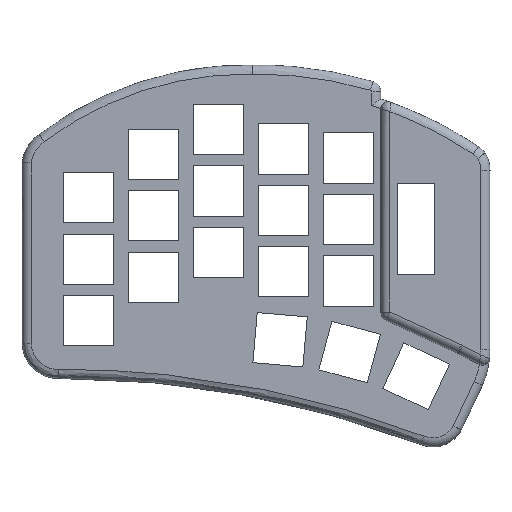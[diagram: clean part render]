
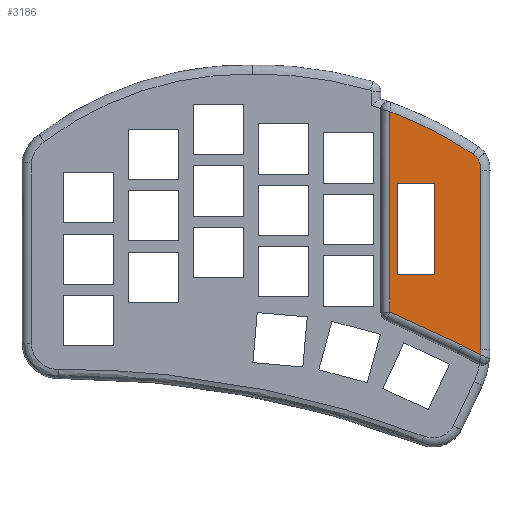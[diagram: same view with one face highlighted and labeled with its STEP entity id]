
A CAD part, top view. The second image highlights one B-rep face of the part: STEP entity #3186.
In plain terms, the highlighted planar face has unit normal (0, 0, 1).
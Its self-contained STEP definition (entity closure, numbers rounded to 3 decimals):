
#16=FACE_BOUND('',#465,.T.);
#81=B_SPLINE_CURVE_WITH_KNOTS('',3,(#4785,#4786,#4787,#4788),
 .UNSPECIFIED.,.F.,.F.,(4,4),(-0.041,0.),.UNSPECIFIED.);
#152=PLANE('',#3407);
#291=FACE_OUTER_BOUND('',#464,.T.);
#464=EDGE_LOOP('',(#2325,#2326,#2327,#2328,#2329,#2330,#2331,#2332,#2333,
#2334));
#465=EDGE_LOOP('',(#2335,#2336,#2337,#2338));
#652=LINE('',#4643,#1003);
#654=LINE('',#4667,#1005);
#656=LINE('',#4763,#1007);
#659=LINE('',#4798,#1010);
#686=LINE('',#4907,#1037);
#687=LINE('',#4909,#1038);
#688=LINE('',#4911,#1039);
#689=LINE('',#4912,#1040);
#1003=VECTOR('',#3632,10.);
#1005=VECTOR('',#3652,10.);
#1007=VECTOR('',#3664,10.);
#1010=VECTOR('',#3671,10.);
#1037=VECTOR('',#3738,10.);
#1038=VECTOR('',#3739,10.);
#1039=VECTOR('',#3740,10.);
#1040=VECTOR('',#3741,10.);
#1362=CIRCLE('',#3364,6.164);
#1366=CIRCLE('',#3369,21.77);
#1368=CIRCLE('',#3373,6.627);
#1371=CIRCLE('',#3377,105.545);
#1376=CIRCLE('',#3383,0.109);
#1427=VERTEX_POINT('',#4451);
#1430=VERTEX_POINT('',#4543);
#1433=VERTEX_POINT('',#4570);
#1434=VERTEX_POINT('',#4617);
#1437=VERTEX_POINT('',#4636);
#1439=VERTEX_POINT('',#4641);
#1444=VERTEX_POINT('',#4666);
#1448=VERTEX_POINT('',#4737);
#1449=VERTEX_POINT('',#4739);
#1451=VERTEX_POINT('',#4761);
#1479=VERTEX_POINT('',#4905);
#1480=VERTEX_POINT('',#4906);
#1481=VERTEX_POINT('',#4908);
#1482=VERTEX_POINT('',#4910);
#1740=EDGE_CURVE('',#1433,#1434,#1362,.T.);
#1745=EDGE_CURVE('',#1437,#1427,#1366,.T.);
#1747=EDGE_CURVE('',#1439,#1437,#652,.T.);
#1749=EDGE_CURVE('',#1434,#1439,#1368,.T.);
#1753=EDGE_CURVE('',#1430,#1433,#1371,.T.);
#1757=EDGE_CURVE('',#1427,#1444,#654,.T.);
#1762=EDGE_CURVE('',#1448,#1449,#1376,.T.);
#1765=EDGE_CURVE('',#1451,#1448,#656,.T.);
#1767=EDGE_CURVE('',#1444,#1451,#81,.T.);
#1771=EDGE_CURVE('',#1449,#1430,#659,.T.);
#1810=EDGE_CURVE('',#1479,#1480,#686,.T.);
#1811=EDGE_CURVE('',#1480,#1481,#687,.T.);
#1812=EDGE_CURVE('',#1481,#1482,#688,.T.);
#1813=EDGE_CURVE('',#1482,#1479,#689,.T.);
#2325=ORIENTED_EDGE('',*,*,#1762,.F.);
#2326=ORIENTED_EDGE('',*,*,#1765,.F.);
#2327=ORIENTED_EDGE('',*,*,#1767,.F.);
#2328=ORIENTED_EDGE('',*,*,#1757,.F.);
#2329=ORIENTED_EDGE('',*,*,#1745,.F.);
#2330=ORIENTED_EDGE('',*,*,#1747,.F.);
#2331=ORIENTED_EDGE('',*,*,#1749,.F.);
#2332=ORIENTED_EDGE('',*,*,#1740,.F.);
#2333=ORIENTED_EDGE('',*,*,#1753,.F.);
#2334=ORIENTED_EDGE('',*,*,#1771,.F.);
#2335=ORIENTED_EDGE('',*,*,#1810,.T.);
#2336=ORIENTED_EDGE('',*,*,#1811,.T.);
#2337=ORIENTED_EDGE('',*,*,#1812,.T.);
#2338=ORIENTED_EDGE('',*,*,#1813,.T.);
#3186=ADVANCED_FACE('',(#291,#16),#152,.T.);
#3364=AXIS2_PLACEMENT_3D('',#4618,#3616,#3617);
#3369=AXIS2_PLACEMENT_3D('',#4638,#3626,#3627);
#3373=AXIS2_PLACEMENT_3D('',#4646,#3636,#3637);
#3377=AXIS2_PLACEMENT_3D('',#4656,#3644,#3645);
#3383=AXIS2_PLACEMENT_3D('',#4740,#3658,#3659);
#3407=AXIS2_PLACEMENT_3D('',#4904,#3736,#3737);
#3616=DIRECTION('center_axis',(0.,0.,-1.));
#3617=DIRECTION('ref_axis',(0.668,0.745,0.));
#3626=DIRECTION('center_axis',(0.,0.,-1.));
#3627=DIRECTION('ref_axis',(0.999,-0.052,0.));
#3632=DIRECTION('',(0.,-1.,0.));
#3636=DIRECTION('center_axis',(0.,0.,-1.));
#3637=DIRECTION('ref_axis',(0.963,0.27,0.));
#3644=DIRECTION('center_axis',(0.,0.,-1.));
#3645=DIRECTION('ref_axis',(0.453,0.892,0.));
#3652=DIRECTION('',(-0.89,0.457,0.));
#3658=DIRECTION('center_axis',(0.,0.,-1.));
#3659=DIRECTION('ref_axis',(-0.81,-0.586,0.));
#3664=DIRECTION('',(-0.908,0.419,0.));
#3671=DIRECTION('',(0.,1.,0.));
#3736=DIRECTION('center_axis',(0.,0.,1.));
#3737=DIRECTION('ref_axis',(1.,0.,0.));
#3738=DIRECTION('',(-1.,0.,0.));
#3739=DIRECTION('',(0.,1.,0.));
#3740=DIRECTION('',(1.,0.,0.));
#3741=DIRECTION('',(0.,-1.,0.));
#4451=CARTESIAN_POINT('',(125.223,-77.661,10.));
#4543=CARTESIAN_POINT('',(100.065,-10.277,10.));
#4570=CARTESIAN_POINT('',(123.113,-22.08,10.));
#4617=CARTESIAN_POINT('',(124.398,-23.196,10.));
#4618=CARTESIAN_POINT('Origin',(119.753,-27.247,10.));
#4636=CARTESIAN_POINT('',(125.277,-76.128,10.));
#4638=CARTESIAN_POINT('Origin',(103.507,-76.128,10.));
#4641=CARTESIAN_POINT('',(125.277,-26.495,10.));
#4643=CARTESIAN_POINT('',(125.277,-60.124,10.));
#4646=CARTESIAN_POINT('Origin',(118.65,-26.495,10.));
#4656=CARTESIAN_POINT('Origin',(63.845,-109.413,10.));
#4666=CARTESIAN_POINT('',(120.163,-75.063,10.));
#4667=CARTESIAN_POINT('',(110.892,-70.303,10.));
#4737=CARTESIAN_POINT('',(100.112,-65.803,10.));
#4739=CARTESIAN_POINT('',(100.065,-65.762,10.));
#4740=CARTESIAN_POINT('Origin',(100.158,-65.704,10.));
#4761=CARTESIAN_POINT('',(119.799,-74.878,10.));
#4763=CARTESIAN_POINT('',(101.169,-66.29,10.));
#4785=CARTESIAN_POINT('Ctrl Pts',(120.163,-75.063,10.));
#4786=CARTESIAN_POINT('Ctrl Pts',(120.044,-74.997,10.));
#4787=CARTESIAN_POINT('Ctrl Pts',(119.923,-74.935,10.));
#4788=CARTESIAN_POINT('Ctrl Pts',(119.799,-74.878,10.));
#4798=CARTESIAN_POINT('',(100.065,-25.442,10.));
#4904=CARTESIAN_POINT('Origin',(112.671,-44.12,10.));
#4905=CARTESIAN_POINT('',(112.542,-55.425,10.));
#4906=CARTESIAN_POINT('',(102.062,-55.425,10.));
#4907=CARTESIAN_POINT('',(112.542,-55.425,10.));
#4908=CARTESIAN_POINT('',(102.062,-30.125,10.));
#4909=CARTESIAN_POINT('',(102.062,-55.425,10.));
#4910=CARTESIAN_POINT('',(112.542,-30.125,10.));
#4911=CARTESIAN_POINT('',(102.062,-30.125,10.));
#4912=CARTESIAN_POINT('',(112.542,-30.125,10.));
